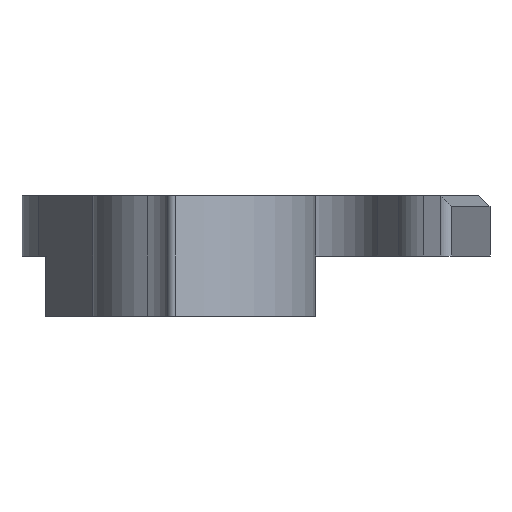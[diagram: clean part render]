
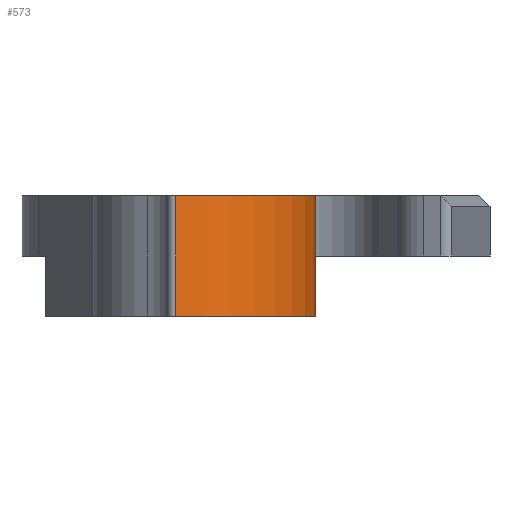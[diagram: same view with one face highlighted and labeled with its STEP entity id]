
A CAD part, front view. The second image highlights one B-rep face of the part: STEP entity #573.
In plain terms, the highlighted cylindrical face has radius 11.122 mm (diameter 22.244 mm), a partial arc.
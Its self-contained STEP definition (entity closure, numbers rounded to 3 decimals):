
#45 = AXIS2_PLACEMENT_3D ( 'NONE', #669, #529, #844 ) ;
#82 = CARTESIAN_POINT ( 'NONE',  ( 0.263, -34.489, 8. ) ) ;
#124 = CARTESIAN_POINT ( 'NONE',  ( -10.716, -36.268, 0. ) ) ;
#128 = AXIS2_PLACEMENT_3D ( 'NONE', #1090, #242, #600 ) ;
#242 = DIRECTION ( 'NONE',  ( 0., 0., -1. ) ) ;
#277 = VERTEX_POINT ( 'NONE', #82 ) ;
#337 = VECTOR ( 'NONE', #1098, 1000. ) ;
#365 = EDGE_LOOP ( 'NONE', ( #1230, #1234, #1238, #1240 ) ) ;
#373 = FACE_OUTER_BOUND ( 'NONE', #365, .T. ) ;
#380 = LINE ( 'NONE', #674, #337 ) ;
#436 = DIRECTION ( 'NONE',  ( 0., 0., -1. ) ) ;
#444 = EDGE_CURVE ( 'NONE', #447, #277, #728, .T. ) ;
#445 = VERTEX_POINT ( 'NONE', #798 ) ;
#447 = VERTEX_POINT ( 'NONE', #1277 ) ;
#529 = DIRECTION ( 'NONE',  ( 0., 0., 1. ) ) ;
#573 = ADVANCED_FACE ( 'NONE', ( #373 ), #670, .T. ) ;
#580 = VECTOR ( 'NONE', #436, 1000. ) ;
#583 = EDGE_CURVE ( 'NONE', #445, #1292, #972, .T. ) ;
#586 = EDGE_CURVE ( 'NONE', #447, #445, #380, .T. ) ;
#600 = DIRECTION ( 'NONE',  ( -1., 0., 0. ) ) ;
#669 = CARTESIAN_POINT ( 'NONE',  ( -10.716, -36.268, 8. ) ) ;
#670 = CYLINDRICAL_SURFACE ( 'NONE', #128, 11.122 ) ;
#674 = CARTESIAN_POINT ( 'NONE',  ( -8.852, -47.232, 8. ) ) ;
#728 = CIRCLE ( 'NONE', #45, 11.122 ) ;
#748 = DIRECTION ( 'NONE',  ( 0., 0., 1. ) ) ;
#781 = AXIS2_PLACEMENT_3D ( 'NONE', #124, #748, #1221 ) ;
#798 = CARTESIAN_POINT ( 'NONE',  ( -8.852, -47.232, 0. ) ) ;
#800 = LINE ( 'NONE', #1279, #580 ) ;
#815 = EDGE_CURVE ( 'NONE', #277, #1292, #800, .T. ) ;
#844 = DIRECTION ( 'NONE',  ( -1., 0., 0. ) ) ;
#877 = CARTESIAN_POINT ( 'NONE',  ( 0.263, -34.489, 0. ) ) ;
#972 = CIRCLE ( 'NONE', #781, 11.122 ) ;
#1090 = CARTESIAN_POINT ( 'NONE',  ( -10.716, -36.268, 8. ) ) ;
#1098 = DIRECTION ( 'NONE',  ( 0., 0., -1. ) ) ;
#1221 = DIRECTION ( 'NONE',  ( -1., 0., 0. ) ) ;
#1230 = ORIENTED_EDGE ( 'NONE', *, *, #444, .F. ) ;
#1234 = ORIENTED_EDGE ( 'NONE', *, *, #586, .T. ) ;
#1238 = ORIENTED_EDGE ( 'NONE', *, *, #583, .T. ) ;
#1240 = ORIENTED_EDGE ( 'NONE', *, *, #815, .F. ) ;
#1277 = CARTESIAN_POINT ( 'NONE',  ( -8.852, -47.232, 8. ) ) ;
#1279 = CARTESIAN_POINT ( 'NONE',  ( 0.263, -34.489, 8. ) ) ;
#1292 = VERTEX_POINT ( 'NONE', #877 ) ;
